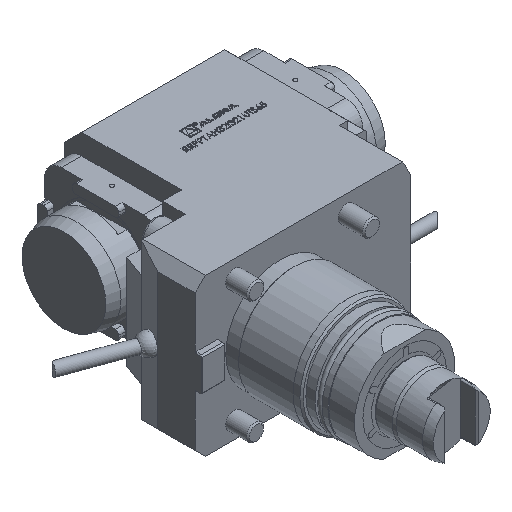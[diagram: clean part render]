
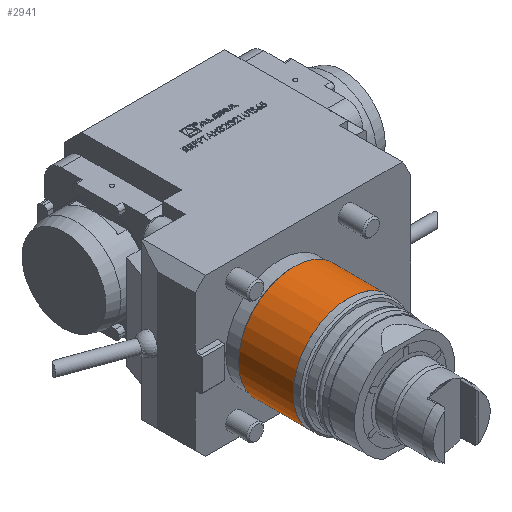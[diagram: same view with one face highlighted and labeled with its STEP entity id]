
A CAD part, isometric view. The second image highlights one B-rep face of the part: STEP entity #2941.
In plain terms, the highlighted cylindrical face has radius 32.5 mm (diameter 65 mm), a full revolution.
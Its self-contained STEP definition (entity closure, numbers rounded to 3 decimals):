
#416 = DIRECTION ( 'NONE',  ( 0., -1., 0. ) ) ;
#2474 = CARTESIAN_POINT ( 'NONE',  ( 0., 65., 0. ) ) ;
#2566 = CIRCLE ( 'NONE', #10116, 32.5 ) ;
#2941 = ADVANCED_FACE ( 'Defeature completata2_31', ( #27778, #22682 ), #14156, .T. ) ;
#4228 = DIRECTION ( 'NONE',  ( 0., 0., -1. ) ) ;
#4282 = EDGE_CURVE ( 'NONE', #7205, #7205, #11154, .T. ) ;
#6681 = DIRECTION ( 'NONE',  ( 0., 0., -1. ) ) ;
#7205 = VERTEX_POINT ( 'NONE', #23131 ) ;
#8285 = EDGE_LOOP ( 'NONE', ( #18524 ) ) ;
#10116 = AXIS2_PLACEMENT_3D ( 'NONE', #2474, #17985, #4228 ) ;
#11154 = CIRCLE ( 'NONE', #27707, 32.5 ) ;
#13459 = ORIENTED_EDGE ( 'NONE', *, *, #29255, .T. ) ;
#14156 = CYLINDRICAL_SURFACE ( 'NONE', #26421, 32.5 ) ;
#16218 = DIRECTION ( 'NONE',  ( 0., 0., -1. ) ) ;
#16312 = EDGE_LOOP ( 'NONE', ( #13459 ) ) ;
#17985 = DIRECTION ( 'NONE',  ( 0., -1., 0. ) ) ;
#18524 = ORIENTED_EDGE ( 'NONE', *, *, #4282, .F. ) ;
#20020 = VERTEX_POINT ( 'NONE', #29231 ) ;
#22682 = FACE_OUTER_BOUND ( 'NONE', #8285, .T. ) ;
#23131 = CARTESIAN_POINT ( 'NONE',  ( 0., 33., -32.5 ) ) ;
#24529 = DIRECTION ( 'NONE',  ( 0., -1., 0. ) ) ;
#26421 = AXIS2_PLACEMENT_3D ( 'NONE', #27320, #416, #16218 ) ;
#27320 = CARTESIAN_POINT ( 'NONE',  ( 0., 0., 0. ) ) ;
#27707 = AXIS2_PLACEMENT_3D ( 'NONE', #29189, #24529, #6681 ) ;
#27778 = FACE_OUTER_BOUND ( 'NONE', #16312, .T. ) ;
#29189 = CARTESIAN_POINT ( 'NONE',  ( 0., 33., 0. ) ) ;
#29231 = CARTESIAN_POINT ( 'NONE',  ( 0., 65., -32.5 ) ) ;
#29255 = EDGE_CURVE ( 'NONE', #20020, #20020, #2566, .T. ) ;
